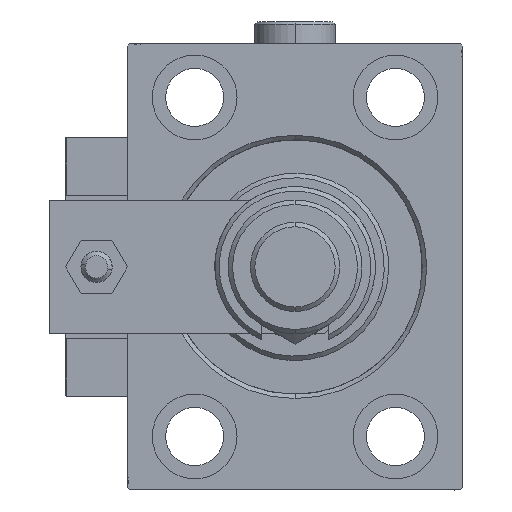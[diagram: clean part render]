
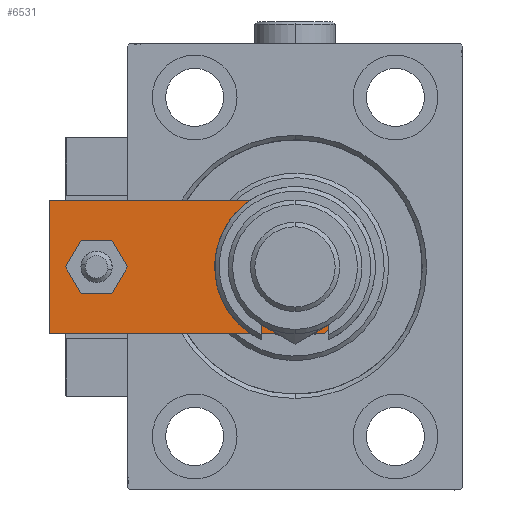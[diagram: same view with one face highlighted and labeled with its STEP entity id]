
A CAD part, left-side view. The second image highlights one B-rep face of the part: STEP entity #6531.
In plain terms, the highlighted face is planar.
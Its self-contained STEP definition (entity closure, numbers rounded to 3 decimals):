
#266 = EDGE_CURVE ( 'NONE', #35991, #29118, #53547, .T. ) ;
#374 = VERTEX_POINT ( 'NONE', #38617 ) ;
#996 = CARTESIAN_POINT ( 'NONE',  ( 15., 0., 8. ) ) ;
#1620 = CIRCLE ( 'NONE', #29796, 4. ) ;
#1822 = DIRECTION ( 'NONE',  ( 0., -1., 0. ) ) ;
#2354 = VECTOR ( 'NONE', #6464, 1000. ) ;
#2485 = VECTOR ( 'NONE', #52510, 1000. ) ;
#3089 = FACE_OUTER_BOUND ( 'NONE', #41833, .T. ) ;
#3327 = VERTEX_POINT ( 'NONE', #17354 ) ;
#3365 = DIRECTION ( 'NONE',  ( 1., 0., 0. ) ) ;
#4729 = CARTESIAN_POINT ( 'NONE',  ( 10., 15., 8. ) ) ;
#5296 = CARTESIAN_POINT ( 'NONE',  ( -15., 8.5, 8. ) ) ;
#5309 = EDGE_CURVE ( 'NONE', #32744, #3327, #1620, .T. ) ;
#5376 = VERTEX_POINT ( 'NONE', #40824 ) ;
#5937 = LINE ( 'NONE', #39555, #46881 ) ;
#6464 = DIRECTION ( 'NONE',  ( -1., 0., 0. ) ) ;
#6531 = ADVANCED_FACE ( 'NONE', ( #20192, #3089, #16871 ), #45523, .T. ) ;
#6934 = DIRECTION ( 'NONE',  ( 1., 0., 0. ) ) ;
#7289 = EDGE_CURVE ( 'NONE', #47394, #42876, #9259, .T. ) ;
#8977 = CARTESIAN_POINT ( 'NONE',  ( 15., 8.5, 8. ) ) ;
#9131 = CIRCLE ( 'NONE', #22315, 10. ) ;
#9259 = LINE ( 'NONE', #996, #2485 ) ;
#10124 = DIRECTION ( 'NONE',  ( 1., 0., 0. ) ) ;
#10242 = LINE ( 'NONE', #45233, #30613 ) ;
#10340 = DIRECTION ( 'NONE',  ( 0., 0., 1. ) ) ;
#10463 = AXIS2_PLACEMENT_3D ( 'NONE', #15769, #33401, #3365 ) ;
#11402 = ORIENTED_EDGE ( 'NONE', *, *, #19093, .F. ) ;
#11642 = EDGE_CURVE ( 'NONE', #25426, #5376, #21155, .T. ) ;
#12564 = AXIS2_PLACEMENT_3D ( 'NONE', #43195, #48156, #10124 ) ;
#13062 = EDGE_CURVE ( 'NONE', #374, #47394, #26040, .T. ) ;
#13614 = DIRECTION ( 'NONE',  ( 0.707, 0.707, 0. ) ) ;
#15314 = CARTESIAN_POINT ( 'NONE',  ( 0., 15., 8. ) ) ;
#15769 = CARTESIAN_POINT ( 'NONE',  ( 0., 0., 8. ) ) ;
#16871 = FACE_BOUND ( 'NONE', #19758, .T. ) ;
#16878 = EDGE_CURVE ( 'NONE', #3327, #32744, #23112, .T. ) ;
#17354 = CARTESIAN_POINT ( 'NONE',  ( 4., 59.5, 8. ) ) ;
#19061 = ORIENTED_EDGE ( 'NONE', *, *, #27916, .T. ) ;
#19093 = EDGE_CURVE ( 'NONE', #5376, #25426, #9131, .T. ) ;
#19122 = CARTESIAN_POINT ( 'NONE',  ( -15., 70., 8. ) ) ;
#19467 = DIRECTION ( 'NONE',  ( 1., 0., 0. ) ) ;
#19758 = EDGE_LOOP ( 'NONE', ( #11402, #50504 ) ) ;
#20125 = CARTESIAN_POINT ( 'NONE',  ( 15., 70., 8. ) ) ;
#20192 = FACE_BOUND ( 'NONE', #30241, .T. ) ;
#21155 = CIRCLE ( 'NONE', #29057, 10. ) ;
#21908 = CARTESIAN_POINT ( 'NONE',  ( 3.25, -3.25, 8. ) ) ;
#21983 = EDGE_CURVE ( 'NONE', #42876, #37782, #27140, .T. ) ;
#22315 = AXIS2_PLACEMENT_3D ( 'NONE', #43973, #48668, #19467 ) ;
#22964 = ORIENTED_EDGE ( 'NONE', *, *, #13062, .T. ) ;
#23112 = CIRCLE ( 'NONE', #12564, 4. ) ;
#23203 = DIRECTION ( 'NONE',  ( 0., 0., 1. ) ) ;
#23339 = ORIENTED_EDGE ( 'NONE', *, *, #16878, .F. ) ;
#25426 = VERTEX_POINT ( 'NONE', #4729 ) ;
#26040 = LINE ( 'NONE', #21908, #32615 ) ;
#27140 = LINE ( 'NONE', #52488, #2354 ) ;
#27916 = EDGE_CURVE ( 'NONE', #29118, #374, #10242, .T. ) ;
#28090 = ORIENTED_EDGE ( 'NONE', *, *, #7289, .T. ) ;
#29057 = AXIS2_PLACEMENT_3D ( 'NONE', #15314, #10340, #45066 ) ;
#29118 = VERTEX_POINT ( 'NONE', #38066 ) ;
#29796 = AXIS2_PLACEMENT_3D ( 'NONE', #32258, #23203, #40792 ) ;
#30241 = EDGE_LOOP ( 'NONE', ( #48942, #23339 ) ) ;
#30613 = VECTOR ( 'NONE', #6934, 1000. ) ;
#31469 = ORIENTED_EDGE ( 'NONE', *, *, #266, .T. ) ;
#32258 = CARTESIAN_POINT ( 'NONE',  ( 0., 59.5, 8. ) ) ;
#32615 = VECTOR ( 'NONE', #13614, 1000. ) ;
#32744 = VERTEX_POINT ( 'NONE', #47500 ) ;
#33139 = CARTESIAN_POINT ( 'NONE',  ( -3.25, -3.25, 8. ) ) ;
#33401 = DIRECTION ( 'NONE',  ( 0., 0., 1. ) ) ;
#35169 = ORIENTED_EDGE ( 'NONE', *, *, #38684, .T. ) ;
#35991 = VERTEX_POINT ( 'NONE', #5296 ) ;
#36440 = DIRECTION ( 'NONE',  ( 0.707, -0.707, 0. ) ) ;
#36676 = ORIENTED_EDGE ( 'NONE', *, *, #21983, .T. ) ;
#37782 = VERTEX_POINT ( 'NONE', #19122 ) ;
#38066 = CARTESIAN_POINT ( 'NONE',  ( -6.5, 0., 8. ) ) ;
#38617 = CARTESIAN_POINT ( 'NONE',  ( 6.5, 0., 8. ) ) ;
#38684 = EDGE_CURVE ( 'NONE', #37782, #35991, #5937, .T. ) ;
#39555 = CARTESIAN_POINT ( 'NONE',  ( -15., 70., 8. ) ) ;
#40792 = DIRECTION ( 'NONE',  ( 1., 0., 0. ) ) ;
#40824 = CARTESIAN_POINT ( 'NONE',  ( -10., 15., 8. ) ) ;
#41833 = EDGE_LOOP ( 'NONE', ( #35169, #31469, #19061, #22964, #28090, #36676 ) ) ;
#42876 = VERTEX_POINT ( 'NONE', #20125 ) ;
#43195 = CARTESIAN_POINT ( 'NONE',  ( 0., 59.5, 8. ) ) ;
#43973 = CARTESIAN_POINT ( 'NONE',  ( 0., 15., 8. ) ) ;
#45066 = DIRECTION ( 'NONE',  ( 1., 0., 0. ) ) ;
#45233 = CARTESIAN_POINT ( 'NONE',  ( -15., 0., 8. ) ) ;
#45523 = PLANE ( 'NONE',  #10463 ) ;
#46881 = VECTOR ( 'NONE', #1822, 1000. ) ;
#47394 = VERTEX_POINT ( 'NONE', #8977 ) ;
#47500 = CARTESIAN_POINT ( 'NONE',  ( -4., 59.5, 8. ) ) ;
#48156 = DIRECTION ( 'NONE',  ( 0., 0., 1. ) ) ;
#48668 = DIRECTION ( 'NONE',  ( 0., 0., 1. ) ) ;
#48942 = ORIENTED_EDGE ( 'NONE', *, *, #5309, .F. ) ;
#50504 = ORIENTED_EDGE ( 'NONE', *, *, #11642, .F. ) ;
#52488 = CARTESIAN_POINT ( 'NONE',  ( 15., 70., 8. ) ) ;
#52510 = DIRECTION ( 'NONE',  ( 0., 1., 0. ) ) ;
#53547 = LINE ( 'NONE', #33139, #54230 ) ;
#54230 = VECTOR ( 'NONE', #36440, 1000. ) ;
